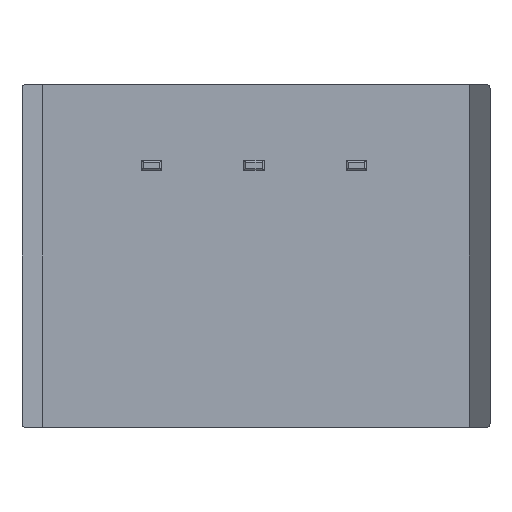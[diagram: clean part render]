
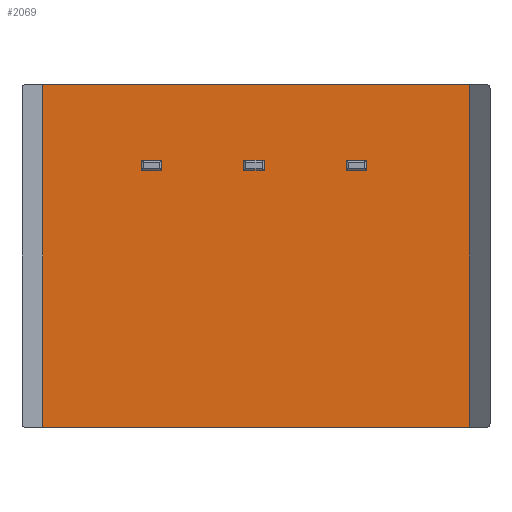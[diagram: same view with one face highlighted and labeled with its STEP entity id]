
A CAD part, front view. The second image highlights one B-rep face of the part: STEP entity #2069.
In plain terms, the highlighted planar face has unit normal (0, -1, 0).
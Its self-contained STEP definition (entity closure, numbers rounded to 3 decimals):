
#15 = DIRECTION ( 'NONE',  ( 0., 0., 1. ) ) ;
#16 = CARTESIAN_POINT ( 'NONE',  ( -3.06, 0.51, 6.625 ) ) ;
#20 = DIRECTION ( 'NONE',  ( 0., 0., 1. ) ) ;
#25 = CARTESIAN_POINT ( 'NONE',  ( -0.51, 0.51, 8.5 ) ) ;
#30 = VERTEX_POINT ( 'NONE', #2037 ) ;
#42 = CARTESIAN_POINT ( 'NONE',  ( -3.56, 0.51, 6.625 ) ) ;
#49 = DIRECTION ( 'NONE',  ( 1., 0., 0. ) ) ;
#51 = ORIENTED_EDGE ( 'NONE', *, *, #701, .F. ) ;
#81 = LINE ( 'NONE', #1553, #1774 ) ;
#110 = CARTESIAN_POINT ( 'NONE',  ( -8.64, 0.51, 6.375 ) ) ;
#176 = ORIENTED_EDGE ( 'NONE', *, *, #1368, .F. ) ;
#180 = VECTOR ( 'NONE', #792, 1000. ) ;
#184 = CARTESIAN_POINT ( 'NONE',  ( -6.1, 0.51, 6.375 ) ) ;
#190 = VECTOR ( 'NONE', #1855, 1000. ) ;
#202 = FACE_BOUND ( 'NONE', #1596, .T. ) ;
#219 = VERTEX_POINT ( 'NONE', #385 ) ;
#223 = ORIENTED_EDGE ( 'NONE', *, *, #434, .F. ) ;
#246 = LINE ( 'NONE', #1425, #1117 ) ;
#267 = DIRECTION ( 'NONE',  ( 1., 0., 0. ) ) ;
#275 = VERTEX_POINT ( 'NONE', #1793 ) ;
#296 = ORIENTED_EDGE ( 'NONE', *, *, #1047, .F. ) ;
#299 = EDGE_CURVE ( 'NONE', #1754, #611, #246, .T. ) ;
#302 = CARTESIAN_POINT ( 'NONE',  ( -3.56, 0.51, 6.375 ) ) ;
#317 = ORIENTED_EDGE ( 'NONE', *, *, #737, .T. ) ;
#337 = CARTESIAN_POINT ( 'NONE',  ( -8.14, 0.51, 6.375 ) ) ;
#347 = ORIENTED_EDGE ( 'NONE', *, *, #364, .F. ) ;
#350 = VECTOR ( 'NONE', #1444, 1000. ) ;
#364 = EDGE_CURVE ( 'NONE', #450, #219, #1890, .T. ) ;
#381 = VECTOR ( 'NONE', #267, 1000. ) ;
#385 = CARTESIAN_POINT ( 'NONE',  ( -5.6, 0.51, 6.375 ) ) ;
#393 = VERTEX_POINT ( 'NONE', #1968 ) ;
#409 = AXIS2_PLACEMENT_3D ( 'NONE', #2013, #1015, #49 ) ;
#420 = ORIENTED_EDGE ( 'NONE', *, *, #2064, .F. ) ;
#429 = ORIENTED_EDGE ( 'NONE', *, *, #1416, .F. ) ;
#434 = EDGE_CURVE ( 'NONE', #844, #30, #612, .T. ) ;
#436 = VECTOR ( 'NONE', #1559, 1000. ) ;
#439 = CARTESIAN_POINT ( 'NONE',  ( -3.56, 0.51, 6.375 ) ) ;
#450 = VERTEX_POINT ( 'NONE', #184 ) ;
#479 = ORIENTED_EDGE ( 'NONE', *, *, #1727, .F. ) ;
#519 = EDGE_CURVE ( 'NONE', #219, #393, #1864, .T. ) ;
#523 = VECTOR ( 'NONE', #862, 1000. ) ;
#566 = VECTOR ( 'NONE', #745, 1000. ) ;
#594 = CARTESIAN_POINT ( 'NONE',  ( 0., 0.51, 0. ) ) ;
#611 = VERTEX_POINT ( 'NONE', #16 ) ;
#612 = LINE ( 'NONE', #1985, #1482 ) ;
#647 = LINE ( 'NONE', #42, #1508 ) ;
#665 = CARTESIAN_POINT ( 'NONE',  ( -0.51, 0.51, 0. ) ) ;
#701 = EDGE_CURVE ( 'NONE', #2025, #1499, #1294, .T. ) ;
#737 = EDGE_CURVE ( 'NONE', #781, #1252, #1415, .T. ) ;
#745 = DIRECTION ( 'NONE',  ( -1., 0., 0. ) ) ;
#767 = DIRECTION ( 'NONE',  ( 0., 0., 1. ) ) ;
#781 = VERTEX_POINT ( 'NONE', #1310 ) ;
#782 = LINE ( 'NONE', #302, #350 ) ;
#792 = DIRECTION ( 'NONE',  ( 0., 0., -1. ) ) ;
#803 = CARTESIAN_POINT ( 'NONE',  ( -11.09, 0.51, 8.5 ) ) ;
#808 = CARTESIAN_POINT ( 'NONE',  ( -6.1, 0.51, 6.375 ) ) ;
#812 = EDGE_LOOP ( 'NONE', ( #1221, #1446, #1940, #317 ) ) ;
#816 = VERTEX_POINT ( 'NONE', #1648 ) ;
#844 = VERTEX_POINT ( 'NONE', #337 ) ;
#850 = PLANE ( 'NONE',  #409 ) ;
#854 = VERTEX_POINT ( 'NONE', #25 ) ;
#862 = DIRECTION ( 'NONE',  ( 0., 0., -1. ) ) ;
#863 = LINE ( 'NONE', #110, #381 ) ;
#881 = CARTESIAN_POINT ( 'NONE',  ( 0., 0.51, 8.5 ) ) ;
#925 = EDGE_LOOP ( 'NONE', ( #1546, #296, #429, #223 ) ) ;
#978 = CARTESIAN_POINT ( 'NONE',  ( -3.56, 0.51, 6.625 ) ) ;
#987 = VERTEX_POINT ( 'NONE', #665 ) ;
#1011 = VECTOR ( 'NONE', #1960, 1000. ) ;
#1015 = DIRECTION ( 'NONE',  ( 0., -1., 0. ) ) ;
#1028 = ORIENTED_EDGE ( 'NONE', *, *, #1911, .F. ) ;
#1038 = CARTESIAN_POINT ( 'NONE',  ( -6.1, 0.51, 6.625 ) ) ;
#1047 = EDGE_CURVE ( 'NONE', #1363, #816, #1383, .T. ) ;
#1065 = FACE_BOUND ( 'NONE', #925, .T. ) ;
#1089 = EDGE_CURVE ( 'NONE', #854, #781, #1254, .T. ) ;
#1117 = VECTOR ( 'NONE', #767, 1000. ) ;
#1164 = DIRECTION ( 'NONE',  ( -1., 0., 0. ) ) ;
#1177 = VECTOR ( 'NONE', #1489, 1000. ) ;
#1198 = EDGE_CURVE ( 'NONE', #987, #1252, #1831, .T. ) ;
#1221 = ORIENTED_EDGE ( 'NONE', *, *, #1198, .F. ) ;
#1252 = VERTEX_POINT ( 'NONE', #2097 ) ;
#1254 = LINE ( 'NONE', #881, #1702 ) ;
#1294 = LINE ( 'NONE', #1822, #1177 ) ;
#1310 = CARTESIAN_POINT ( 'NONE',  ( -11.09, 0.51, 8.5 ) ) ;
#1321 = CARTESIAN_POINT ( 'NONE',  ( -5.6, 0.51, 6.625 ) ) ;
#1363 = VERTEX_POINT ( 'NONE', #2050 ) ;
#1365 = CARTESIAN_POINT ( 'NONE',  ( -3.06, 0.51, 6.375 ) ) ;
#1368 = EDGE_CURVE ( 'NONE', #275, #450, #81, .T. ) ;
#1383 = LINE ( 'NONE', #1852, #523 ) ;
#1415 = LINE ( 'NONE', #803, #180 ) ;
#1416 = EDGE_CURVE ( 'NONE', #30, #1363, #1694, .T. ) ;
#1425 = CARTESIAN_POINT ( 'NONE',  ( -3.06, 0.51, 6.625 ) ) ;
#1428 = LINE ( 'NONE', #1038, #190 ) ;
#1431 = EDGE_CURVE ( 'NONE', #816, #844, #863, .T. ) ;
#1444 = DIRECTION ( 'NONE',  ( 1., 0., 0. ) ) ;
#1446 = ORIENTED_EDGE ( 'NONE', *, *, #1584, .F. ) ;
#1454 = DIRECTION ( 'NONE',  ( 0., 0., -1. ) ) ;
#1464 = VECTOR ( 'NONE', #1454, 1000. ) ;
#1482 = VECTOR ( 'NONE', #15, 1000. ) ;
#1489 = DIRECTION ( 'NONE',  ( 0., 0., -1. ) ) ;
#1499 = VERTEX_POINT ( 'NONE', #439 ) ;
#1508 = VECTOR ( 'NONE', #1164, 1000. ) ;
#1515 = LINE ( 'NONE', #1614, #1464 ) ;
#1546 = ORIENTED_EDGE ( 'NONE', *, *, #1431, .F. ) ;
#1553 = CARTESIAN_POINT ( 'NONE',  ( -6.1, 0.51, 6.625 ) ) ;
#1559 = DIRECTION ( 'NONE',  ( -1., 0., 0. ) ) ;
#1572 = ORIENTED_EDGE ( 'NONE', *, *, #299, .F. ) ;
#1584 = EDGE_CURVE ( 'NONE', #854, #987, #1515, .T. ) ;
#1596 = EDGE_LOOP ( 'NONE', ( #1028, #51, #420, #1572 ) ) ;
#1614 = CARTESIAN_POINT ( 'NONE',  ( -0.51, 0.51, 8.5 ) ) ;
#1648 = CARTESIAN_POINT ( 'NONE',  ( -8.64, 0.51, 6.375 ) ) ;
#1694 = LINE ( 'NONE', #1741, #436 ) ;
#1702 = VECTOR ( 'NONE', #1876, 1000. ) ;
#1720 = DIRECTION ( 'NONE',  ( 0., 0., -1. ) ) ;
#1727 = EDGE_CURVE ( 'NONE', #393, #275, #1428, .T. ) ;
#1730 = ORIENTED_EDGE ( 'NONE', *, *, #519, .F. ) ;
#1741 = CARTESIAN_POINT ( 'NONE',  ( -8.64, 0.51, 6.625 ) ) ;
#1754 = VERTEX_POINT ( 'NONE', #1365 ) ;
#1774 = VECTOR ( 'NONE', #1720, 1000. ) ;
#1793 = CARTESIAN_POINT ( 'NONE',  ( -6.1, 0.51, 6.625 ) ) ;
#1821 = VECTOR ( 'NONE', #20, 1000. ) ;
#1822 = CARTESIAN_POINT ( 'NONE',  ( -3.56, 0.51, 6.625 ) ) ;
#1831 = LINE ( 'NONE', #594, #566 ) ;
#1834 = EDGE_LOOP ( 'NONE', ( #347, #176, #479, #1730 ) ) ;
#1852 = CARTESIAN_POINT ( 'NONE',  ( -8.64, 0.51, 6.625 ) ) ;
#1855 = DIRECTION ( 'NONE',  ( -1., 0., 0. ) ) ;
#1864 = LINE ( 'NONE', #1321, #1821 ) ;
#1876 = DIRECTION ( 'NONE',  ( -1., 0., 0. ) ) ;
#1890 = LINE ( 'NONE', #808, #1011 ) ;
#1895 = FACE_BOUND ( 'NONE', #1834, .T. ) ;
#1911 = EDGE_CURVE ( 'NONE', #1499, #1754, #782, .T. ) ;
#1940 = ORIENTED_EDGE ( 'NONE', *, *, #1089, .T. ) ;
#1950 = FACE_OUTER_BOUND ( 'NONE', #812, .T. ) ;
#1960 = DIRECTION ( 'NONE',  ( 1., 0., 0. ) ) ;
#1968 = CARTESIAN_POINT ( 'NONE',  ( -5.6, 0.51, 6.625 ) ) ;
#1985 = CARTESIAN_POINT ( 'NONE',  ( -8.14, 0.51, 6.625 ) ) ;
#2013 = CARTESIAN_POINT ( 'NONE',  ( 0., 0.51, 8.5 ) ) ;
#2025 = VERTEX_POINT ( 'NONE', #978 ) ;
#2037 = CARTESIAN_POINT ( 'NONE',  ( -8.14, 0.51, 6.625 ) ) ;
#2050 = CARTESIAN_POINT ( 'NONE',  ( -8.64, 0.51, 6.625 ) ) ;
#2064 = EDGE_CURVE ( 'NONE', #611, #2025, #647, .T. ) ;
#2069 = ADVANCED_FACE ( 'NONE', ( #1895, #1950, #1065, #202 ), #850, .T. ) ;
#2097 = CARTESIAN_POINT ( 'NONE',  ( -11.09, 0.51, 0. ) ) ;
